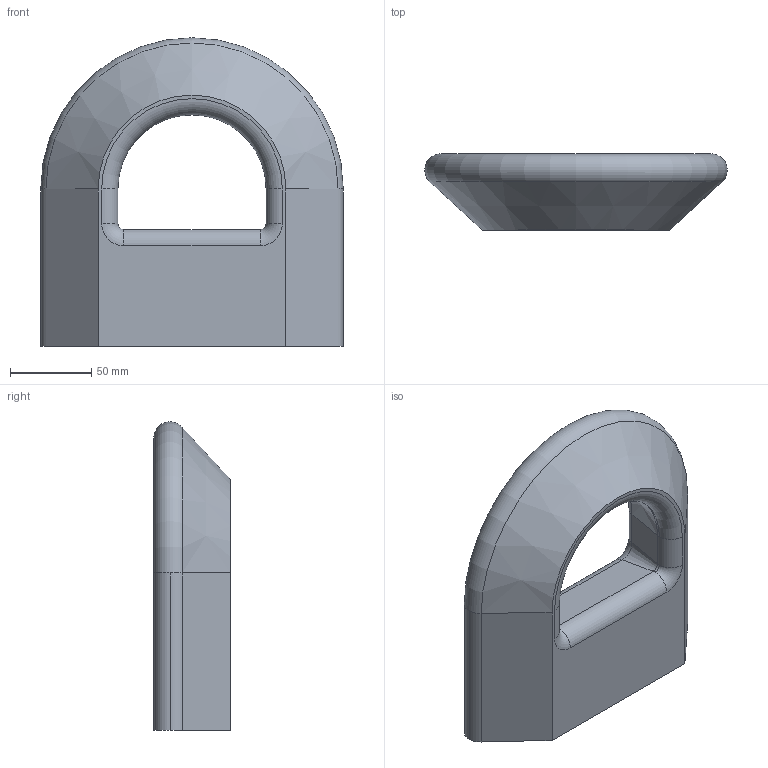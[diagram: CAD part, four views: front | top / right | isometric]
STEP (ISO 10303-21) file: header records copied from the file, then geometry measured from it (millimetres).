
FILE_DESCRIPTION (( 'STEP AP214' ), '1' );
FILE_NAME ('çàäíÿÿ ïðîóøèíà 2 øò àëþìèíèé ðåçüáà ì14 .STEP', '2019-04-17T17:04:26', ( '' ), ( '' ), 'SwSTEP 2.0', 'SolidWorks 2018', '' );
FILE_SCHEMA (( 'AUTOMOTIVE_DESIGN' ));
Length unit declared in the file: millimetre
Products named in the file (1): çàäíÿÿ ïðîóøèíà 2 øò àëþìèíèé ðåçüáà ì14 
Bounding box: 186.3 x 47 x 190 mm (x, y, z)
Volume: 903656.7 mm3; surface area: 83119.8 mm2
Topology: 1 solids, 1 shells, 39 faces, 89 edges, 54 vertices
Faces by surface type: cylinder 15, torus 10, plane 10, cone 4
Entity records: 1145 total; most frequent: DIRECTION 221, CARTESIAN_POINT 183, ORIENTED_EDGE 178, AXIS2_PLACEMENT_3D 92, EDGE_CURVE 89, VERTEX_POINT 54, CIRCLE 52, EDGE_LOOP 43
